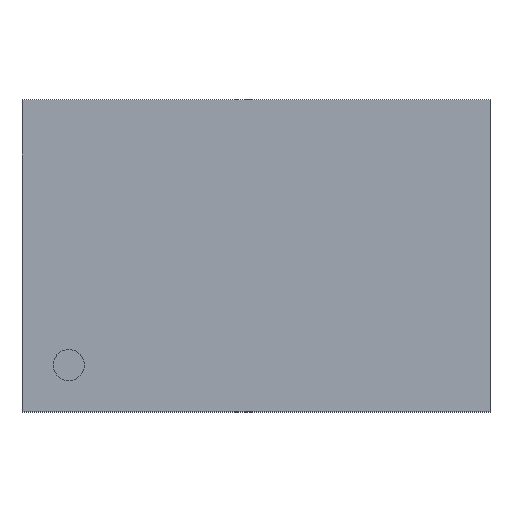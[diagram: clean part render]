
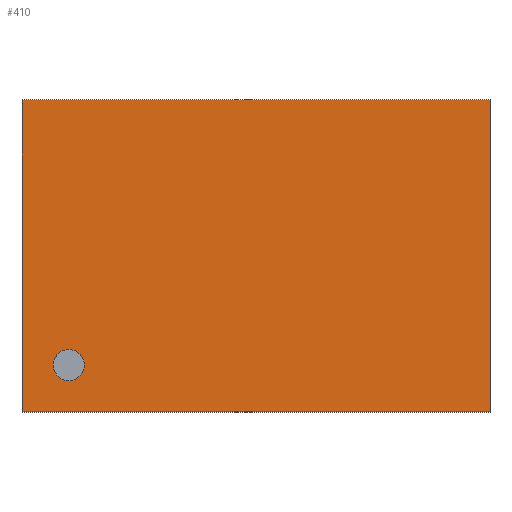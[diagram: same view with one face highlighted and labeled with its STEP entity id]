
A CAD part, top view. The second image highlights one B-rep face of the part: STEP entity #410.
In plain terms, the highlighted planar face has unit normal (0, 0, 1).
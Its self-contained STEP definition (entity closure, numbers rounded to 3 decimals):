
#35 = VERTEX_POINT('',#36);
#36 = CARTESIAN_POINT('',(-0.55,-0.35,0.685));
#42 = EDGE_CURVE('',#43,#35,#45,.T.);
#43 = VERTEX_POINT('',#44);
#44 = CARTESIAN_POINT('',(-0.65,-0.35,0.685));
#45 = CIRCLE('',#46,0.05);
#46 = AXIS2_PLACEMENT_3D('',#47,#48,#49);
#47 = CARTESIAN_POINT('',(-0.6,-0.35,0.685));
#48 = DIRECTION('',(0.,0.,1.));
#49 = DIRECTION('',(1.,0.,0.));
#320 = VERTEX_POINT('',#321);
#321 = CARTESIAN_POINT('',(-0.75,0.5,0.685));
#327 = EDGE_CURVE('',#328,#320,#330,.T.);
#328 = VERTEX_POINT('',#329);
#329 = CARTESIAN_POINT('',(0.75,0.5,0.685));
#330 = LINE('',#331,#332);
#331 = CARTESIAN_POINT('',(0.75,0.5,0.685));
#332 = VECTOR('',#333,1.);
#333 = DIRECTION('',(-1.,0.,0.));
#351 = VERTEX_POINT('',#352);
#352 = CARTESIAN_POINT('',(-0.75,-0.5,0.685));
#358 = EDGE_CURVE('',#320,#351,#359,.T.);
#359 = LINE('',#360,#361);
#360 = CARTESIAN_POINT('',(-0.75,-0.5,0.685));
#361 = VECTOR('',#362,1.);
#362 = DIRECTION('',(0.,-1.,0.));
#375 = VERTEX_POINT('',#376);
#376 = CARTESIAN_POINT('',(0.75,-0.5,0.685));
#382 = EDGE_CURVE('',#351,#375,#383,.T.);
#383 = LINE('',#384,#385);
#384 = CARTESIAN_POINT('',(0.75,-0.5,0.685));
#385 = VECTOR('',#386,1.);
#386 = DIRECTION('',(1.,0.,0.));
#399 = EDGE_CURVE('',#375,#328,#400,.T.);
#400 = LINE('',#401,#402);
#401 = CARTESIAN_POINT('',(0.75,-0.5,0.685));
#402 = VECTOR('',#403,1.);
#403 = DIRECTION('',(0.,1.,0.));
#410 = ADVANCED_FACE('',(#411,#421),#427,.F.);
#411 = FACE_BOUND('',#412,.T.);
#412 = EDGE_LOOP('',(#413,#420));
#413 = ORIENTED_EDGE('',*,*,#414,.F.);
#414 = EDGE_CURVE('',#35,#43,#415,.T.);
#415 = CIRCLE('',#416,0.05);
#416 = AXIS2_PLACEMENT_3D('',#417,#418,#419);
#417 = CARTESIAN_POINT('',(-0.6,-0.35,0.685));
#418 = DIRECTION('',(0.,0.,1.));
#419 = DIRECTION('',(1.,0.,0.));
#420 = ORIENTED_EDGE('',*,*,#42,.F.);
#421 = FACE_BOUND('',#422,.T.);
#422 = EDGE_LOOP('',(#423,#424,#425,#426));
#423 = ORIENTED_EDGE('',*,*,#327,.T.);
#424 = ORIENTED_EDGE('',*,*,#358,.T.);
#425 = ORIENTED_EDGE('',*,*,#382,.T.);
#426 = ORIENTED_EDGE('',*,*,#399,.T.);
#427 = PLANE('',#428);
#428 = AXIS2_PLACEMENT_3D('',#429,#430,#431);
#429 = CARTESIAN_POINT('',(0.,0.,0.685)
  );
#430 = DIRECTION('',(0.,0.,-1.));
#431 = DIRECTION('',(-1.,0.,0.));
